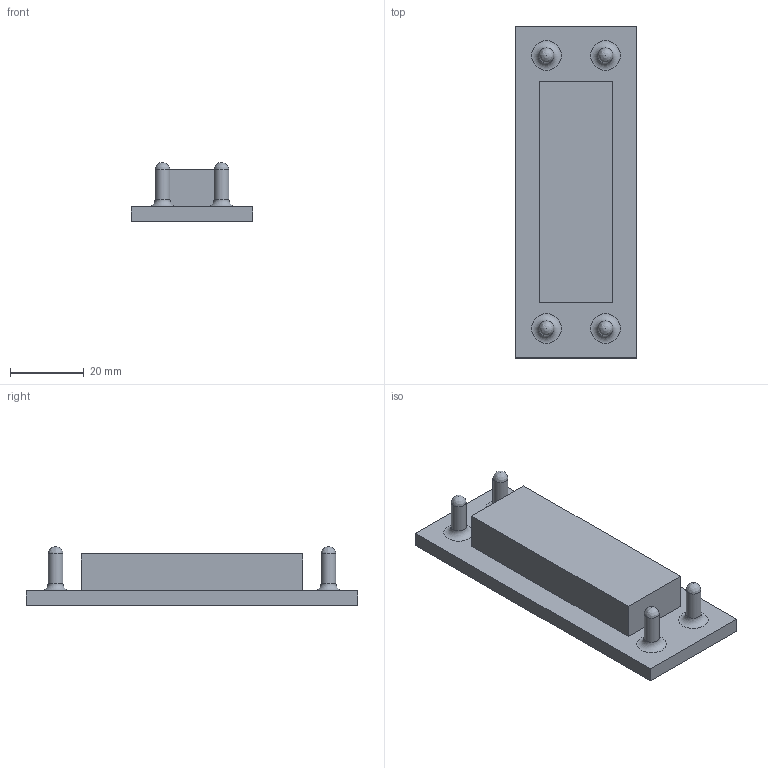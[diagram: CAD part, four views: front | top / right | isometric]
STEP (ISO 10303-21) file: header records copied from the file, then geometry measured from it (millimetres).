
FILE_DESCRIPTION(/* description */ (''),/* implementation_level */ '2;1');
FILE_NAME(/* name */ 'Long PDMS Chamber-Mold V7.stp',/* time_stamp */ '2022-05-16T13:45:40-04:00',/* author */ ('sw_yw'),/* organization */ (''),/* preprocessor_version */ 'ST-DEVELOPER v18.1',/* originating_system */ 'Autodesk Inventor 2022',/* authorisation */ '');
FILE_SCHEMA (('AUTOMOTIVE_DESIGN { 1 0 10303 214 3 1 1 }'));
Length unit declared in the file: millimetre
Products named in the file (1): Long PDMS Chamber-Mold
Bounding box: 33 x 90 x 16 mm (x, y, z)
Volume: 24518 mm3; surface area: 9047.5 mm2
Topology: 1 solids, 1 shells, 27 faces, 52 edges, 32 vertices
Faces by surface type: plane 15, torus 4, cylinder 4, bspline 4
Full cylindrical faces by diameter (mm): 4.05 x4
Entity records: 826 total; most frequent: CARTESIAN_POINT 217, DIRECTION 124, ORIENTED_EDGE 104, EDGE_CURVE 52, AXIS2_PLACEMENT_3D 48, EDGE_LOOP 32, VERTEX_POINT 32, LINE 28
